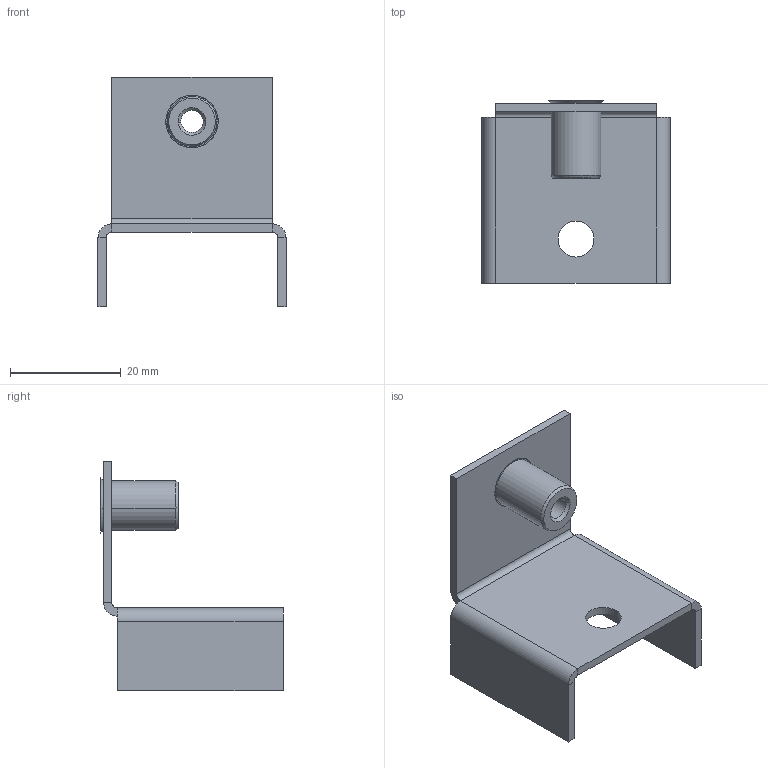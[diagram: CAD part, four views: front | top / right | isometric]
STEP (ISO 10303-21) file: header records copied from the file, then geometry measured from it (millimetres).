
FILE_DESCRIPTION (( 'STEP AP214' ), '1' );
FILE_NAME ('mb65-k (4øò.).STEP', '2022-02-06T18:58:27', ( '' ), ( '' ), 'SwSTEP 2.0', 'SolidWorks 2021', '' );
FILE_SCHEMA (( 'AUTOMOTIVE_DESIGN' ));
Length unit declared in the file: millimetre
Products named in the file (3): ﾌﾈ-683.04.00.001 ﾍ瑜粱; mb65-k (4欙.); Çàêëåïêà ãàå÷íàÿ Ì6 UNI 9203
Assembly tree (2 placements, depth 2):
  mb65-k (4欙.)
    ﾌﾈ-683.04.00.001 ﾍ瑜粱
    Çàêëåïêà ãàå÷íàÿ Ì6 UNI 9203
Bounding box: 34 x 33 x 41.5 mm (x, y, z)
Volume: 4449.4 mm3; surface area: 6143.2 mm2
Topology: 2 solids, 2 shells, 60 faces, 124 edges, 70 vertices
Faces by surface type: plane 28, cylinder 20, cone 8, torus 4
Entity records: 1680 total; most frequent: DIRECTION 308, CARTESIAN_POINT 259, ORIENTED_EDGE 248, EDGE_CURVE 124, AXIS2_PLACEMENT_3D 119, VERTEX_POINT 70, LINE 70, VECTOR 70
